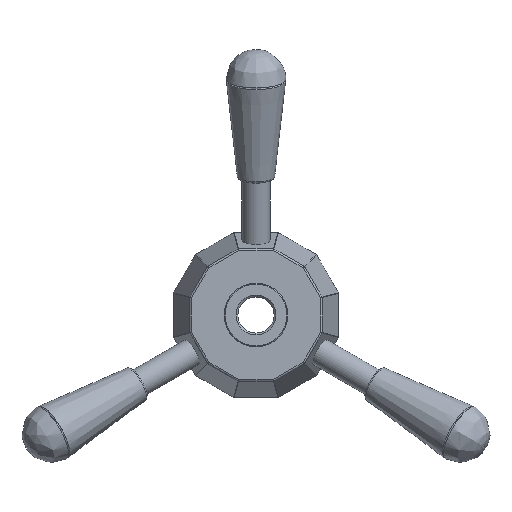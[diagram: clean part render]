
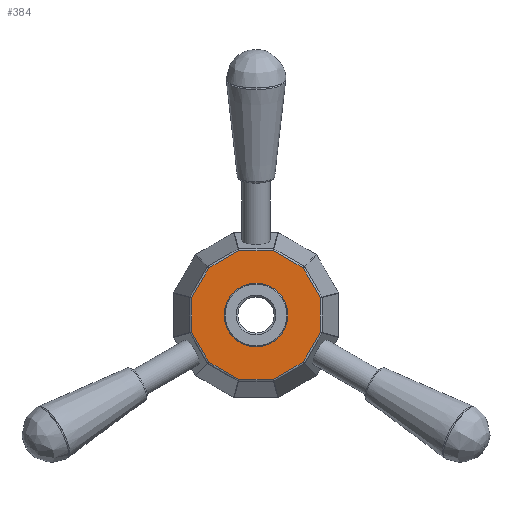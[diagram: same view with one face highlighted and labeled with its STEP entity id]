
A CAD part, top view. The second image highlights one B-rep face of the part: STEP entity #384.
In plain terms, the highlighted planar face has unit normal (0, 0, 1).
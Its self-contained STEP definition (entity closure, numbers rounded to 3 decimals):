
#384 = ADVANCED_FACE( '', ( #871, #872 ), #873, .F. );
#871 = FACE_OUTER_BOUND( '', #2139, .T. );
#872 = FACE_BOUND( '', #2140, .T. );
#873 = PLANE( '', #2141 );
#2139 = EDGE_LOOP( '', ( #3336, #3337, #3338, #3339, #3340, #3341, #3342, #3343, #3344, #3345, #3346, #3347 ) );
#2140 = EDGE_LOOP( '', ( #3348 ) );
#2141 = AXIS2_PLACEMENT_3D( '', #3349, #3350, #3351 );
#3336 = ORIENTED_EDGE( '', *, *, #3873, .T. );
#3337 = ORIENTED_EDGE( '', *, *, #3772, .T. );
#3338 = ORIENTED_EDGE( '', *, *, #4002, .T. );
#3339 = ORIENTED_EDGE( '', *, *, #3877, .T. );
#3340 = ORIENTED_EDGE( '', *, *, #4004, .T. );
#3341 = ORIENTED_EDGE( '', *, *, #4006, .T. );
#3342 = ORIENTED_EDGE( '', *, *, #3795, .T. );
#3343 = ORIENTED_EDGE( '', *, *, #4007, .T. );
#3344 = ORIENTED_EDGE( '', *, *, #3914, .T. );
#3345 = ORIENTED_EDGE( '', *, *, #4008, .T. );
#3346 = ORIENTED_EDGE( '', *, *, #3792, .T. );
#3347 = ORIENTED_EDGE( '', *, *, #4009, .T. );
#3348 = ORIENTED_EDGE( '', *, *, #3858, .T. );
#3349 = CARTESIAN_POINT( '', ( 47.25, 0., 37.5 ) );
#3350 = DIRECTION( '', ( 0., 0., -1. ) );
#3351 = DIRECTION( '', ( -1., 0., 0. ) );
#3772 = EDGE_CURVE( '', #4224, #4225, #4226, .F. );
#3792 = EDGE_CURVE( '', #4255, #4253, #4256, .F. );
#3795 = EDGE_CURVE( '', #4259, #4260, #4261, .F. );
#3858 = EDGE_CURVE( '', #4351, #4351, #4352, .T. );
#3873 = EDGE_CURVE( '', #4354, #4224, #4375, .F. );
#3877 = EDGE_CURVE( '', #4379, #4302, #4380, .F. );
#3914 = EDGE_CURVE( '', #4368, #4433, #4434, .F. );
#4002 = EDGE_CURVE( '', #4225, #4379, #4550, .T. );
#4004 = EDGE_CURVE( '', #4302, #4512, #4552, .T. );
#4006 = EDGE_CURVE( '', #4512, #4259, #4554, .F. );
#4007 = EDGE_CURVE( '', #4260, #4368, #4555, .F. );
#4008 = EDGE_CURVE( '', #4433, #4255, #4556, .F. );
#4009 = EDGE_CURVE( '', #4253, #4354, #4557, .F. );
#4224 = VERTEX_POINT( '', #4837 );
#4225 = VERTEX_POINT( '', #4838 );
#4226 = LINE( '', #4839, #4840 );
#4253 = VERTEX_POINT( '', #4868 );
#4255 = VERTEX_POINT( '', #4870 );
#4256 = LINE( '', #4871, #4872 );
#4259 = VERTEX_POINT( '', #4875 );
#4260 = VERTEX_POINT( '', #4876 );
#4261 = LINE( '', #4877, #4878 );
#4302 = VERTEX_POINT( '', #4934 );
#4351 = VERTEX_POINT( '', #4994 );
#4352 = CIRCLE( '', #4995, 17. );
#4354 = VERTEX_POINT( '', #4997 );
#4368 = VERTEX_POINT( '', #5011 );
#4375 = LINE( '', #5018, #5019 );
#4379 = VERTEX_POINT( '', #5024 );
#4380 = LINE( '', #5025, #5026 );
#4433 = VERTEX_POINT( '', #5095 );
#4434 = LINE( '', #5096, #5097 );
#4512 = VERTEX_POINT( '', #5202 );
#4550 = LINE( '', #5243, #5244 );
#4552 = LINE( '', #5246, #5247 );
#4554 = LINE( '', #5249, #5250 );
#4555 = LINE( '', #5251, #5252 );
#4556 = LINE( '', #5253, #5254 );
#4557 = LINE( '', #5255, #5256 );
#4837 = CARTESIAN_POINT( '', ( -25.138, -25.138, 37.5 ) );
#4838 = CARTESIAN_POINT( '', ( -9.201, -34.339, 37.5 ) );
#4839 = CARTESIAN_POINT( '', ( -9.033, -34.436, 37.5 ) );
#4840 = VECTOR( '', #5424, 1000. );
#4868 = CARTESIAN_POINT( '', ( -34.339, 9.201, 37.5 ) );
#4870 = CARTESIAN_POINT( '', ( -25.138, 25.138, 37.5 ) );
#4871 = CARTESIAN_POINT( '', ( -34.436, 9.033, 37.5 ) );
#4872 = VECTOR( '', #5459, 1000. );
#4875 = CARTESIAN_POINT( '', ( 34.339, 9.201, 37.5 ) );
#4876 = CARTESIAN_POINT( '', ( 25.138, 25.138, 37.5 ) );
#4877 = CARTESIAN_POINT( '', ( 25.041, 25.306, 37.5 ) );
#4878 = VECTOR( '', #5463, 1000. );
#4934 = CARTESIAN_POINT( '', ( 25.138, -25.138, 37.5 ) );
#4994 = CARTESIAN_POINT( '', ( -17., 0., 37.5 ) );
#4995 = AXIS2_PLACEMENT_3D( '', #5541, #5542, #5543 );
#4997 = CARTESIAN_POINT( '', ( -34.339, -9.201, 37.5 ) );
#5011 = CARTESIAN_POINT( '', ( 9.201, 34.339, 37.5 ) );
#5018 = CARTESIAN_POINT( '', ( -25.041, -25.306, 37.5 ) );
#5019 = VECTOR( '', #5571, 1000. );
#5024 = CARTESIAN_POINT( '', ( 9.201, -34.339, 37.5 ) );
#5025 = CARTESIAN_POINT( '', ( 25.306, -25.041, 37.5 ) );
#5026 = VECTOR( '', #5576, 1000. );
#5095 = CARTESIAN_POINT( '', ( -9.201, 34.339, 37.5 ) );
#5096 = CARTESIAN_POINT( '', ( -9.396, 34.339, 37.5 ) );
#5097 = VECTOR( '', #5622, 1000. );
#5202 = CARTESIAN_POINT( '', ( 34.339, -9.201, 37.5 ) );
#5243 = CARTESIAN_POINT( '', ( 47.25, -34.339, 37.5 ) );
#5244 = VECTOR( '', #5723, 1000. );
#5246 = CARTESIAN_POINT( '', ( 41.551, 3.29, 37.5 ) );
#5247 = VECTOR( '', #5724, 1000. );
#5249 = CARTESIAN_POINT( '', ( 34.339, 9.396, 37.5 ) );
#5250 = VECTOR( '', #5725, 1000. );
#5251 = CARTESIAN_POINT( '', ( 9.033, 34.436, 37.5 ) );
#5252 = VECTOR( '', #5726, 1000. );
#5253 = CARTESIAN_POINT( '', ( -25.306, 25.041, 37.5 ) );
#5254 = VECTOR( '', #5727, 1000. );
#5255 = CARTESIAN_POINT( '', ( -34.339, -9.396, 37.5 ) );
#5256 = VECTOR( '', #5728, 1000. );
#5424 = DIRECTION( '', ( -0.866, 0.5, 0. ) );
#5459 = DIRECTION( '', ( 0.5, 0.866, 0. ) );
#5463 = DIRECTION( '', ( 0.5, -0.866, 0. ) );
#5541 = CARTESIAN_POINT( '', ( 0., 0., 37.5 ) );
#5542 = DIRECTION( '', ( 0., 0., -1. ) );
#5543 = DIRECTION( '', ( -1., 0., 0. ) );
#5571 = DIRECTION( '', ( -0.5, 0.866, 0. ) );
#5576 = DIRECTION( '', ( -0.866, -0.5, 0. ) );
#5622 = DIRECTION( '', ( 1., 0., 0. ) );
#5723 = DIRECTION( '', ( 1., 0., 0. ) );
#5724 = DIRECTION( '', ( 0.5, 0.866, 0. ) );
#5725 = DIRECTION( '', ( 0., -1., 0. ) );
#5726 = DIRECTION( '', ( 0.866, -0.5, 0. ) );
#5727 = DIRECTION( '', ( 0.866, 0.5, 0. ) );
#5728 = DIRECTION( '', ( 0., 1., 0. ) );
